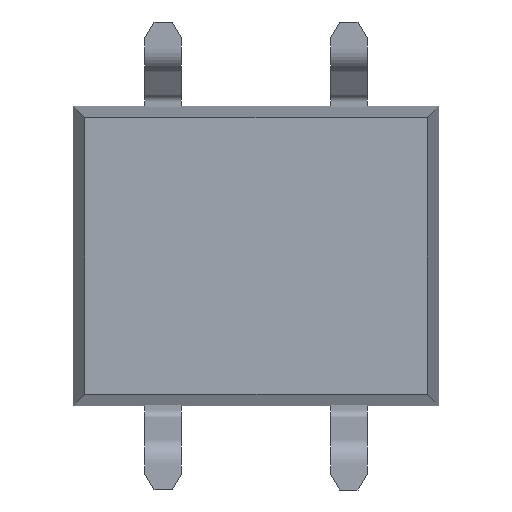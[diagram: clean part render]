
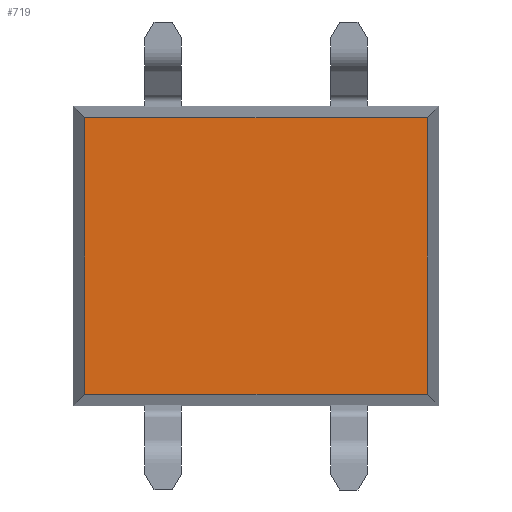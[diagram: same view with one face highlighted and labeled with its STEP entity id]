
A CAD part, front view. The second image highlights one B-rep face of the part: STEP entity #719.
In plain terms, the highlighted planar face has unit normal (0, -1, 0).
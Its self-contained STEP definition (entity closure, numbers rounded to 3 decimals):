
#503 = VERTEX_POINT ( 'NONE', #17025 ) ;
#719 = ADVANCED_FACE ( 'NONE', ( #12970 ), #6667, .F. ) ;
#3440 = CARTESIAN_POINT ( 'NONE',  ( 3.61, 0.1, 0. ) ) ;
#5578 = AXIS2_PLACEMENT_3D ( 'NONE', #11918, #7008, #13659 ) ;
#6110 = CARTESIAN_POINT ( 'NONE',  ( -1.07, 0.1, 0. ) ) ;
#6667 = PLANE ( 'NONE',  #5578 ) ;
#6717 = VECTOR ( 'NONE', #22611, 1000. ) ;
#7008 = DIRECTION ( 'NONE',  ( 0., 1., 0. ) ) ;
#8066 = EDGE_CURVE ( 'NONE', #20310, #18597, #13714, .T. ) ;
#8822 = CARTESIAN_POINT ( 'NONE',  ( 3.61, 0.1, -1.06 ) ) ;
#9588 = EDGE_CURVE ( 'NONE', #18597, #16529, #19370, .T. ) ;
#10717 = DIRECTION ( 'NONE',  ( -1., 0., 0. ) ) ;
#10945 = ORIENTED_EDGE ( 'NONE', *, *, #12146, .T. ) ;
#11524 = ORIENTED_EDGE ( 'NONE', *, *, #16729, .T. ) ;
#11918 = CARTESIAN_POINT ( 'NONE',  ( 0., 0.1, 0. ) ) ;
#12146 = EDGE_CURVE ( 'NONE', #503, #20310, #20043, .T. ) ;
#12970 = FACE_OUTER_BOUND ( 'NONE', #13184, .T. ) ;
#13087 = DIRECTION ( 'NONE',  ( 0., 0., -1. ) ) ;
#13184 = EDGE_LOOP ( 'NONE', ( #16768, #11524, #10945, #18670 ) ) ;
#13659 = DIRECTION ( 'NONE',  ( 0., 0., 1. ) ) ;
#13714 = LINE ( 'NONE', #15434, #19978 ) ;
#15434 = CARTESIAN_POINT ( 'NONE',  ( 0., 0.1, -4.84 ) ) ;
#15893 = VECTOR ( 'NONE', #10717, 1000. ) ;
#15897 = CARTESIAN_POINT ( 'NONE',  ( 0., 0.1, -1.06 ) ) ;
#16529 = VERTEX_POINT ( 'NONE', #8822 ) ;
#16729 = EDGE_CURVE ( 'NONE', #16529, #503, #16936, .T. ) ;
#16768 = ORIENTED_EDGE ( 'NONE', *, *, #9588, .T. ) ;
#16908 = VECTOR ( 'NONE', #13087, 1000. ) ;
#16936 = LINE ( 'NONE', #15897, #15893 ) ;
#17025 = CARTESIAN_POINT ( 'NONE',  ( -1.07, 0.1, -1.06 ) ) ;
#17268 = DIRECTION ( 'NONE',  ( 1., 0., 0. ) ) ;
#17845 = CARTESIAN_POINT ( 'NONE',  ( 3.61, 0.1, -4.84 ) ) ;
#18597 = VERTEX_POINT ( 'NONE', #17845 ) ;
#18670 = ORIENTED_EDGE ( 'NONE', *, *, #8066, .T. ) ;
#19370 = LINE ( 'NONE', #3440, #6717 ) ;
#19795 = CARTESIAN_POINT ( 'NONE',  ( -1.07, 0.1, -4.84 ) ) ;
#19978 = VECTOR ( 'NONE', #17268, 1000. ) ;
#20043 = LINE ( 'NONE', #6110, #16908 ) ;
#20310 = VERTEX_POINT ( 'NONE', #19795 ) ;
#22611 = DIRECTION ( 'NONE',  ( 0., 0., 1. ) ) ;
